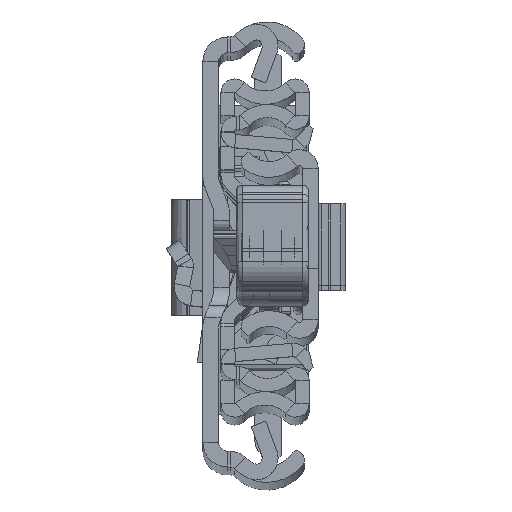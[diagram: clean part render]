
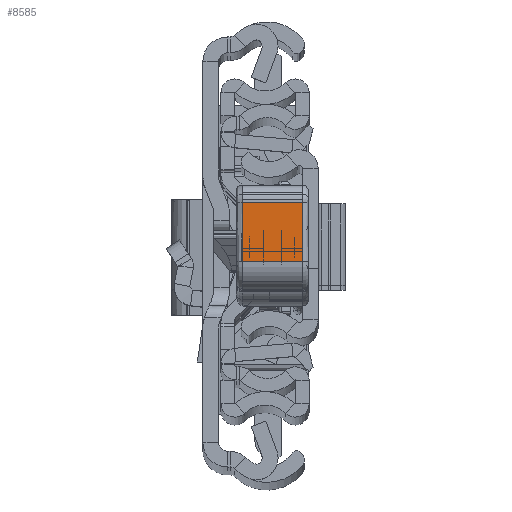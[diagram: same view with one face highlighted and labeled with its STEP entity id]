
A CAD part, top view. The second image highlights one B-rep face of the part: STEP entity #8585.
In plain terms, the highlighted face is planar.
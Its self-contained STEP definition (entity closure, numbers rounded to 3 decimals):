
#352 = LINE ( 'NONE', #6459, #24721 ) ;
#961 = VERTEX_POINT ( 'NONE', #33354 ) ;
#2828 = VECTOR ( 'NONE', #16569, 1000. ) ;
#4851 = CARTESIAN_POINT ( 'NONE',  ( 39.55, -12.274, -10. ) ) ;
#6161 = PLANE ( 'NONE',  #29249 ) ;
#6459 = CARTESIAN_POINT ( 'NONE',  ( 39.55, -12.274, 0. ) ) ;
#6919 = EDGE_CURVE ( 'NONE', #961, #31562, #24503, .T. ) ;
#7416 = LINE ( 'NONE', #20641, #37226 ) ;
#8230 = VERTEX_POINT ( 'NONE', #17016 ) ;
#8585 = ADVANCED_FACE ( 'NONE', ( #16352 ), #6161, .F. ) ;
#8937 = DIRECTION ( 'NONE',  ( 0., 0., -1. ) ) ;
#9028 = DIRECTION ( 'NONE',  ( -0.027, -1., 0. ) ) ;
#9898 = DIRECTION ( 'NONE',  ( 0., 0., 1. ) ) ;
#10279 = CARTESIAN_POINT ( 'NONE',  ( 39.55, -12.274, -11. ) ) ;
#13008 = CARTESIAN_POINT ( 'NONE',  ( 39.818, -2.465, 0. ) ) ;
#13118 = ORIENTED_EDGE ( 'NONE', *, *, #6919, .F. ) ;
#13601 = ORIENTED_EDGE ( 'NONE', *, *, #24155, .F. ) ;
#14471 = VECTOR ( 'NONE', #9898, 1000. ) ;
#14776 = EDGE_LOOP ( 'NONE', ( #13118, #23708, #26952, #13601 ) ) ;
#16127 = EDGE_CURVE ( 'NONE', #23743, #8230, #7416, .T. ) ;
#16352 = FACE_OUTER_BOUND ( 'NONE', #14776, .T. ) ;
#16569 = DIRECTION ( 'NONE',  ( -0.027, -1., 0. ) ) ;
#17016 = CARTESIAN_POINT ( 'NONE',  ( 39.818, -2.465, -10. ) ) ;
#18901 = EDGE_CURVE ( 'NONE', #8230, #961, #21431, .T. ) ;
#20496 = DIRECTION ( 'NONE',  ( 0.027, 1., 0. ) ) ;
#20641 = CARTESIAN_POINT ( 'NONE',  ( 39.818, -2.465, -11. ) ) ;
#21431 = LINE ( 'NONE', #4851, #2828 ) ;
#23708 = ORIENTED_EDGE ( 'NONE', *, *, #18901, .F. ) ;
#23743 = VERTEX_POINT ( 'NONE', #13008 ) ;
#24155 = EDGE_CURVE ( 'NONE', #31562, #23743, #352, .T. ) ;
#24503 = LINE ( 'NONE', #10279, #14471 ) ;
#24721 = VECTOR ( 'NONE', #20496, 1000. ) ;
#26952 = ORIENTED_EDGE ( 'NONE', *, *, #16127, .F. ) ;
#29249 = AXIS2_PLACEMENT_3D ( 'NONE', #29592, #34995, #9028 ) ;
#29592 = CARTESIAN_POINT ( 'NONE',  ( 39.55, -12.274, -11. ) ) ;
#31388 = CARTESIAN_POINT ( 'NONE',  ( 39.55, -12.274, 0. ) ) ;
#31562 = VERTEX_POINT ( 'NONE', #31388 ) ;
#33354 = CARTESIAN_POINT ( 'NONE',  ( 39.55, -12.274, -10. ) ) ;
#34995 = DIRECTION ( 'NONE',  ( -1., 0.027, 0. ) ) ;
#37226 = VECTOR ( 'NONE', #8937, 1000. ) ;
